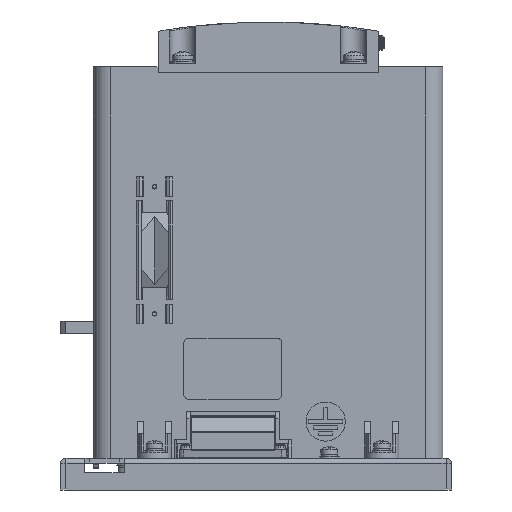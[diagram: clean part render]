
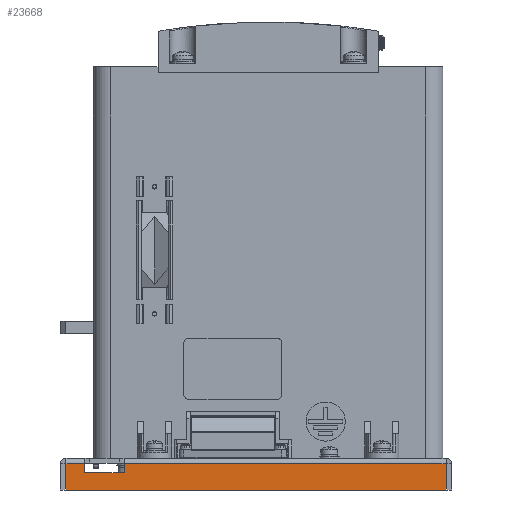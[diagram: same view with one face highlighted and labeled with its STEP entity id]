
A CAD part, left-side view. The second image highlights one B-rep face of the part: STEP entity #23668.
In plain terms, the highlighted planar face has unit normal (-1, 0, 0).
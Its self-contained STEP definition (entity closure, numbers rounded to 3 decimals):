
#603 = VERTEX_POINT ( 'NONE', #38295 ) ;
#3388 = ORIENTED_EDGE ( 'NONE', *, *, #91137, .F. ) ;
#4382 = VERTEX_POINT ( 'NONE', #118604 ) ;
#4455 = VECTOR ( 'NONE', #6514, 1000. ) ;
#6514 = DIRECTION ( 'NONE',  ( 0., 0., 1. ) ) ;
#8164 = CARTESIAN_POINT ( 'NONE',  ( -151.62, 54.735, 255.35 ) ) ;
#9797 = CARTESIAN_POINT ( 'NONE',  ( -151.62, -77.015, 242.35 ) ) ;
#10510 = VERTEX_POINT ( 'NONE', #72880 ) ;
#15044 = VECTOR ( 'NONE', #63802, 1000. ) ;
#17040 = AXIS2_PLACEMENT_3D ( 'NONE', #76749, #102026, #26798 ) ;
#23668 = ADVANCED_FACE ( 'NONE', ( #151526 ), #151889, .T. ) ;
#26798 = DIRECTION ( 'NONE',  ( 0., 0., 1. ) ) ;
#33494 = DIRECTION ( 'NONE',  ( 0., 0., -1. ) ) ;
#38295 = CARTESIAN_POINT ( 'NONE',  ( -151.62, 78.485, 242.35 ) ) ;
#42584 = ORIENTED_EDGE ( 'NONE', *, *, #107362, .F. ) ;
#43385 = VERTEX_POINT ( 'NONE', #97918 ) ;
#44683 = CARTESIAN_POINT ( 'NONE',  ( -151.62, 70.735, 255.35 ) ) ;
#45120 = ORIENTED_EDGE ( 'NONE', *, *, #51466, .F. ) ;
#49406 = VECTOR ( 'NONE', #146150, 1000. ) ;
#51466 = EDGE_CURVE ( 'NONE', #603, #4382, #145612, .T. ) ;
#51471 = LINE ( 'NONE', #73176, #49406 ) ;
#55204 = ORIENTED_EDGE ( 'NONE', *, *, #63394, .T. ) ;
#55589 = LINE ( 'NONE', #8164, #4455 ) ;
#57459 = VECTOR ( 'NONE', #156630, 1000. ) ;
#63153 = EDGE_CURVE ( 'NONE', #85893, #142039, #67248, .T. ) ;
#63394 = EDGE_CURVE ( 'NONE', #43385, #147897, #51471, .T. ) ;
#63802 = DIRECTION ( 'NONE',  ( 0., -1., 0. ) ) ;
#67248 = LINE ( 'NONE', #44683, #57459 ) ;
#72880 = CARTESIAN_POINT ( 'NONE',  ( -151.62, -77.015, 242.35 ) ) ;
#72887 = VECTOR ( 'NONE', #33494, 1000. ) ;
#73176 = CARTESIAN_POINT ( 'NONE',  ( -151.62, 0.735, 253.1 ) ) ;
#74968 = CARTESIAN_POINT ( 'NONE',  ( -151.62, 54.735, 249.35 ) ) ;
#76749 = CARTESIAN_POINT ( 'NONE',  ( -151.62, 0.735, 255.35 ) ) ;
#80120 = VERTEX_POINT ( 'NONE', #74968 ) ;
#81875 = EDGE_CURVE ( 'NONE', #142039, #80120, #136848, .T. ) ;
#82630 = LINE ( 'NONE', #9797, #72887 ) ;
#84138 = CARTESIAN_POINT ( 'NONE',  ( -151.62, 54.735, 253.1 ) ) ;
#85893 = VERTEX_POINT ( 'NONE', #87927 ) ;
#86121 = DIRECTION ( 'NONE',  ( 0., 0., 1. ) ) ;
#86680 = ORIENTED_EDGE ( 'NONE', *, *, #97921, .T. ) ;
#87927 = CARTESIAN_POINT ( 'NONE',  ( -151.62, 70.735, 253.1 ) ) ;
#91137 = EDGE_CURVE ( 'NONE', #43385, #10510, #82630, .T. ) ;
#93026 = CARTESIAN_POINT ( 'NONE',  ( -151.62, 70.735, 249.35 ) ) ;
#97918 = CARTESIAN_POINT ( 'NONE',  ( -151.62, -77.015, 253.1 ) ) ;
#97921 = EDGE_CURVE ( 'NONE', #85893, #4382, #153844, .T. ) ;
#98280 = CARTESIAN_POINT ( 'NONE',  ( -151.62, 78.485, 253.35 ) ) ;
#98821 = EDGE_LOOP ( 'NONE', ( #114868, #125400, #128163, #86680, #45120, #42584, #3388, #55204 ) ) ;
#100854 = VECTOR ( 'NONE', #149458, 1000. ) ;
#101707 = EDGE_CURVE ( 'NONE', #80120, #147897, #55589, .T. ) ;
#102026 = DIRECTION ( 'NONE',  ( -1., 0., 0. ) ) ;
#107362 = EDGE_CURVE ( 'NONE', #10510, #603, #148471, .T. ) ;
#114868 = ORIENTED_EDGE ( 'NONE', *, *, #101707, .F. ) ;
#118604 = CARTESIAN_POINT ( 'NONE',  ( -151.62, 78.485, 253.1 ) ) ;
#125400 = ORIENTED_EDGE ( 'NONE', *, *, #81875, .F. ) ;
#125560 = DIRECTION ( 'NONE',  ( 0., 1., 0. ) ) ;
#126389 = CARTESIAN_POINT ( 'NONE',  ( -151.62, 0.735, 249.35 ) ) ;
#128163 = ORIENTED_EDGE ( 'NONE', *, *, #63153, .F. ) ;
#136848 = LINE ( 'NONE', #126389, #15044 ) ;
#137372 = CARTESIAN_POINT ( 'NONE',  ( -151.62, 0.735, 253.1 ) ) ;
#137604 = CARTESIAN_POINT ( 'NONE',  ( -151.62, 78.485, 242.35 ) ) ;
#142039 = VERTEX_POINT ( 'NONE', #93026 ) ;
#145612 = LINE ( 'NONE', #98280, #147512 ) ;
#146150 = DIRECTION ( 'NONE',  ( 0., 1., 0. ) ) ;
#147512 = VECTOR ( 'NONE', #86121, 1000. ) ;
#147897 = VERTEX_POINT ( 'NONE', #84138 ) ;
#148471 = LINE ( 'NONE', #137604, #150524 ) ;
#149458 = DIRECTION ( 'NONE',  ( 0., 1., 0. ) ) ;
#150524 = VECTOR ( 'NONE', #125560, 1000. ) ;
#151526 = FACE_OUTER_BOUND ( 'NONE', #98821, .T. ) ;
#151889 = PLANE ( 'NONE',  #17040 ) ;
#153844 = LINE ( 'NONE', #137372, #100854 ) ;
#156630 = DIRECTION ( 'NONE',  ( 0., 0., -1. ) ) ;
